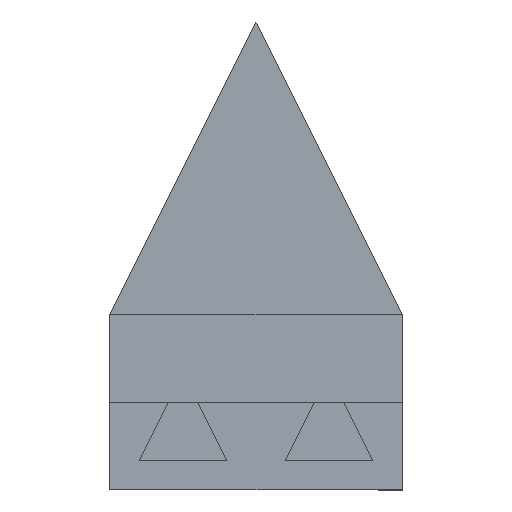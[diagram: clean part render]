
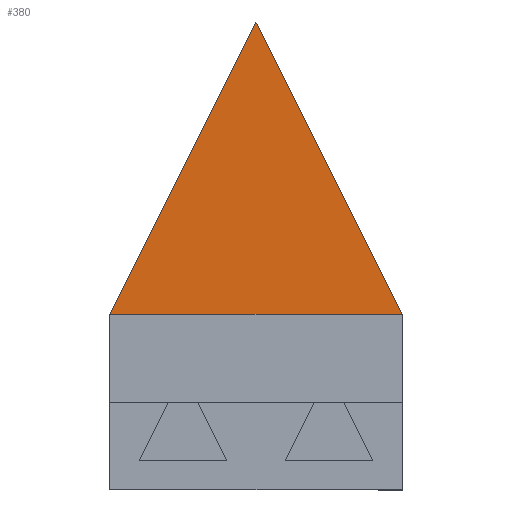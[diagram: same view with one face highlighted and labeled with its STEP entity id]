
A CAD part, top view. The second image highlights one B-rep face of the part: STEP entity #380.
In plain terms, the highlighted planar face has unit normal (0, 0, 1).
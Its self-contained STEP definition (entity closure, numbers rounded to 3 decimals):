
#18=FACE_OUTER_BOUND('',#39,.T.);
#39=EDGE_LOOP('',(#264,#265,#266));
#63=LINE('',#534,#116);
#66=LINE('',#539,#119);
#68=LINE('',#542,#121);
#116=VECTOR('',#433,10.);
#119=VECTOR('',#438,10.);
#121=VECTOR('',#442,10.);
#168=VERTEX_POINT('',#531);
#169=VERTEX_POINT('',#533);
#170=VERTEX_POINT('',#538);
#203=EDGE_CURVE('',#169,#168,#63,.T.);
#206=EDGE_CURVE('',#170,#169,#66,.T.);
#208=EDGE_CURVE('',#170,#168,#68,.T.);
#264=ORIENTED_EDGE('',*,*,#206,.T.);
#265=ORIENTED_EDGE('',*,*,#203,.T.);
#266=ORIENTED_EDGE('',*,*,#208,.F.);
#359=PLANE('',#403);
#380=ADVANCED_FACE('',(#18),#359,.T.);
#403=AXIS2_PLACEMENT_3D('',#541,#440,#441);
#433=DIRECTION('',(-0.447,-0.894,0.));
#438=DIRECTION('',(-0.447,0.894,0.));
#440=DIRECTION('center_axis',(0.,0.,1.));
#441=DIRECTION('ref_axis',(1.,0.,0.));
#442=DIRECTION('',(-1.,0.,0.));
#531=CARTESIAN_POINT('',(-50.,150.,25.));
#533=CARTESIAN_POINT('',(0.,250.,25.));
#534=CARTESIAN_POINT('',(-50.,150.,25.));
#538=CARTESIAN_POINT('',(50.,150.,25.));
#539=CARTESIAN_POINT('',(0.,250.,25.));
#541=CARTESIAN_POINT('Origin',(0.,200.,25.));
#542=CARTESIAN_POINT('',(0.,150.,25.));
